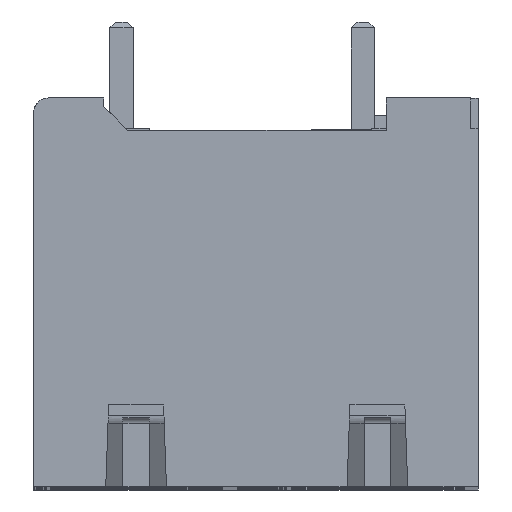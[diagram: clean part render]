
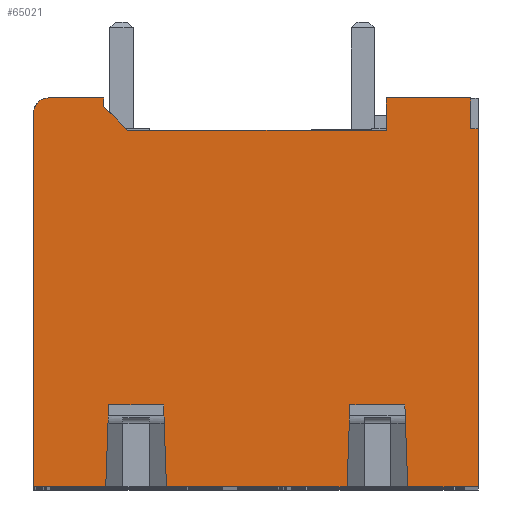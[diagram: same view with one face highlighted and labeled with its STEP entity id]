
A CAD part, top view. The second image highlights one B-rep face of the part: STEP entity #65021.
In plain terms, the highlighted planar face has unit normal (0, 0, 1).
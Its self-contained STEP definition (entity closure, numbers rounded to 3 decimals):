
#1768=DIRECTION('',(1.,0.,0.));
#1769=VECTOR('',#1768,2.462);
#1770=CARTESIAN_POINT('',(-3.,0.,2.2));
#1771=LINE('',#1770,#1769);
#1784=DIRECTION('',(1.,0.,0.));
#1785=VECTOR('',#1784,6.175);
#1786=CARTESIAN_POINT('',(1.537,0.,2.2));
#1787=LINE('',#1786,#1785);
#1800=DIRECTION('',(1.,0.,0.));
#1801=VECTOR('',#1800,2.413);
#1802=CARTESIAN_POINT('',(9.787,0.,2.2));
#1803=LINE('',#1802,#1801);
#15212=DIRECTION('',(-1.,0.,0.));
#15213=VECTOR('',#15212,2.878);
#15214=CARTESIAN_POINT('',(11.938,13.3,2.2));
#15215=LINE('',#15214,#15213);
#15236=DIRECTION('',(0.,-1.,0.));
#15237=VECTOR('',#15236,1.107);
#15238=CARTESIAN_POINT('',(9.059,13.3,2.2));
#15239=LINE('',#15238,#15237);
#15580=DIRECTION('',(-1.,0.,0.));
#15581=VECTOR('',#15580,8.853);
#15582=CARTESIAN_POINT('',(9.059,12.193,2.2));
#15583=LINE('',#15582,#15581);
#16378=DIRECTION('',(0.,1.,0.));
#16379=VECTOR('',#16378,0.295);
#16380=CARTESIAN_POINT('',(-0.605,13.005,2.2));
#16381=LINE('',#16380,#16379);
#16390=DIRECTION('',(-1.,0.,0.));
#16391=VECTOR('',#16390,1.895);
#16392=CARTESIAN_POINT('',(-0.605,13.3,2.2));
#16393=LINE('',#16392,#16391);
#17948=DIRECTION('',(0.,-1.,0.));
#17949=VECTOR('',#17948,12.25);
#17950=CARTESIAN_POINT('',(12.2,12.25,2.2));
#17951=LINE('',#17950,#17949);
#17952=DIRECTION('',(-0.035,0.999,0.));
#17953=VECTOR('',#17952,2.802);
#17954=CARTESIAN_POINT('',(9.787,0.,2.2));
#17955=LINE('',#17954,#17953);
#17956=DIRECTION('',(-1.,0.,0.));
#17957=VECTOR('',#17956,1.879);
#17958=CARTESIAN_POINT('',(9.69,2.8,2.2));
#17959=LINE('',#17958,#17957);
#17960=DIRECTION('',(-0.035,-0.999,0.));
#17961=VECTOR('',#17960,2.802);
#17962=CARTESIAN_POINT('',(7.811,2.8,2.2));
#17963=LINE('',#17962,#17961);
#17964=DIRECTION('',(-0.035,0.999,0.));
#17965=VECTOR('',#17964,2.802);
#17966=CARTESIAN_POINT('',(1.537,0.,2.2));
#17967=LINE('',#17966,#17965);
#17968=DIRECTION('',(-1.,0.,0.));
#17969=VECTOR('',#17968,1.879);
#17970=CARTESIAN_POINT('',(1.44,2.8,2.2));
#17971=LINE('',#17970,#17969);
#17972=DIRECTION('',(-0.035,-0.999,0.));
#17973=VECTOR('',#17972,2.802);
#17974=CARTESIAN_POINT('',(-0.439,2.8,
2.2));
#17975=LINE('',#17974,#17973);
#17976=DIRECTION('',(0.,1.,0.));
#17977=VECTOR('',#17976,12.8);
#17978=CARTESIAN_POINT('',(-3.,0.,2.2));
#17979=LINE('',#17978,#17977);
#17980=CARTESIAN_POINT('',(-2.5,12.8,2.2));
#17981=DIRECTION('',(0.,0.,-1.));
#17982=DIRECTION('',(-1.,0.,0.));
#17983=AXIS2_PLACEMENT_3D('',#17980,#17981,#17982);
#17985=DIRECTION('',(0.707,-0.707,0.));
#17986=VECTOR('',#17985,1.149);
#17987=CARTESIAN_POINT('',(-0.605,13.005,2.2));
#17988=LINE('',#17987,#17986);
#17989=DIRECTION('',(1.,0.,0.));
#17990=VECTOR('',#17989,0.262);
#17991=CARTESIAN_POINT('',(11.938,12.25,2.2));
#17992=LINE('',#17991,#17990);
#18305=DIRECTION('',(0.,1.,0.));
#18306=VECTOR('',#18305,1.05);
#18307=CARTESIAN_POINT('',(11.938,12.25,2.2));
#18308=LINE('',#18307,#18306);
#29549=CARTESIAN_POINT('',(12.2,12.25,2.2));
#29551=VERTEX_POINT('',#29549);
#29556=CARTESIAN_POINT('',(11.938,13.3,2.2));
#29557=VERTEX_POINT('',#29556);
#29558=CARTESIAN_POINT('',(9.059,13.3,2.2));
#29559=VERTEX_POINT('',#29558);
#29560=CARTESIAN_POINT('',(9.059,12.193,2.2));
#29561=VERTEX_POINT('',#29560);
#29610=CARTESIAN_POINT('',(0.207,12.193,2.2));
#29611=VERTEX_POINT('',#29610);
#29656=CARTESIAN_POINT('',(-0.605,13.005,2.2));
#29657=VERTEX_POINT('',#29656);
#29658=CARTESIAN_POINT('',(-0.605,13.3,2.2));
#29659=VERTEX_POINT('',#29658);
#29660=CARTESIAN_POINT('',(-2.5,13.3,2.2));
#29661=VERTEX_POINT('',#29660);
#29683=CARTESIAN_POINT('',(-3.,12.8,2.2));
#29684=VERTEX_POINT('',#29683);
#29685=CARTESIAN_POINT('',(11.938,12.25,2.2));
#29686=VERTEX_POINT('',#29685);
#29805=CARTESIAN_POINT('',(-0.439,2.8,
2.2));
#29806=CARTESIAN_POINT('',(-0.538,0.,2.2));
#29807=VERTEX_POINT('',#29805);
#29808=VERTEX_POINT('',#29806);
#29809=CARTESIAN_POINT('',(1.537,0.,2.2));
#29810=CARTESIAN_POINT('',(1.44,2.8,2.2));
#29811=VERTEX_POINT('',#29809);
#29812=VERTEX_POINT('',#29810);
#29813=CARTESIAN_POINT('',(7.811,2.8,2.2));
#29814=CARTESIAN_POINT('',(7.712,0.,2.2));
#29815=VERTEX_POINT('',#29813);
#29816=VERTEX_POINT('',#29814);
#29817=CARTESIAN_POINT('',(9.787,0.,2.2));
#29818=CARTESIAN_POINT('',(9.69,2.8,2.2));
#29819=VERTEX_POINT('',#29817);
#29820=VERTEX_POINT('',#29818);
#29821=CARTESIAN_POINT('',(-3.,0.,2.2));
#29822=VERTEX_POINT('',#29821);
#29823=CARTESIAN_POINT('',(12.2,0.,2.2));
#29824=VERTEX_POINT('',#29823);
#64984=CARTESIAN_POINT('',(0.,0.,2.2));
#64985=DIRECTION('',(0.,0.,1.));
#64986=DIRECTION('',(1.,0.,0.));
#64987=AXIS2_PLACEMENT_3D('',#64984,#64985,#64986);
#64988=PLANE('',#64987);
#64989=ORIENTED_EDGE('',*,*,#60776,.T.);
#64990=ORIENTED_EDGE('',*,*,#38803,.F.);
#64992=ORIENTED_EDGE('',*,*,#64991,.T.);
#64994=ORIENTED_EDGE('',*,*,#64993,.T.);
#64996=ORIENTED_EDGE('',*,*,#64995,.T.);
#64997=ORIENTED_EDGE('',*,*,#38795,.F.);
#64999=ORIENTED_EDGE('',*,*,#64998,.T.);
#65001=ORIENTED_EDGE('',*,*,#65000,.T.);
#65003=ORIENTED_EDGE('',*,*,#65002,.T.);
#65004=ORIENTED_EDGE('',*,*,#38787,.F.);
#65006=ORIENTED_EDGE('',*,*,#65005,.T.);
#65007=ORIENTED_EDGE('',*,*,#64977,.T.);
#65008=ORIENTED_EDGE('',*,*,#62781,.F.);
#65009=ORIENTED_EDGE('',*,*,#62762,.F.);
#65011=ORIENTED_EDGE('',*,*,#65010,.T.);
#65012=ORIENTED_EDGE('',*,*,#61929,.F.);
#65013=ORIENTED_EDGE('',*,*,#61051,.F.);
#65014=ORIENTED_EDGE('',*,*,#61028,.F.);
#65016=ORIENTED_EDGE('',*,*,#65015,.F.);
#65018=ORIENTED_EDGE('',*,*,#65017,.T.);
#65019=EDGE_LOOP('',(#64989,#64990,#64992,#64994,#64996,#64997,#64999,#65001,
#65003,#65004,#65006,#65007,#65008,#65009,#65011,#65012,#65013,#65014,#65016,
#65018));
#65020=FACE_OUTER_BOUND('',#65019,.F.);
#17984=CIRCLE('',#17983,0.5);
#38787=EDGE_CURVE('',#29822,#29808,#1771,.T.);
#38795=EDGE_CURVE('',#29811,#29816,#1787,.T.);
#38803=EDGE_CURVE('',#29819,#29824,#1803,.T.);
#60776=EDGE_CURVE('',#29551,#29824,#17951,.T.);
#61028=EDGE_CURVE('',#29557,#29559,#15215,.T.);
#61051=EDGE_CURVE('',#29559,#29561,#15239,.T.);
#61929=EDGE_CURVE('',#29561,#29611,#15583,.T.);
#62762=EDGE_CURVE('',#29657,#29659,#16381,.T.);
#62781=EDGE_CURVE('',#29659,#29661,#16393,.T.);
#64977=EDGE_CURVE('',#29684,#29661,#17984,.T.);
#64991=EDGE_CURVE('',#29819,#29820,#17955,.T.);
#64993=EDGE_CURVE('',#29820,#29815,#17959,.T.);
#64995=EDGE_CURVE('',#29815,#29816,#17963,.T.);
#64998=EDGE_CURVE('',#29811,#29812,#17967,.T.);
#65000=EDGE_CURVE('',#29812,#29807,#17971,.T.);
#65002=EDGE_CURVE('',#29807,#29808,#17975,.T.);
#65005=EDGE_CURVE('',#29822,#29684,#17979,.T.);
#65010=EDGE_CURVE('',#29657,#29611,#17988,.T.);
#65015=EDGE_CURVE('',#29686,#29557,#18308,.T.);
#65017=EDGE_CURVE('',#29686,#29551,#17992,.T.);
#65021=ADVANCED_FACE('',(#65020),#64988,.T.);
